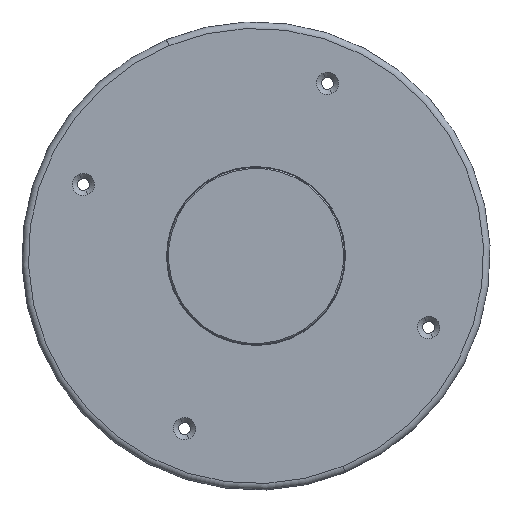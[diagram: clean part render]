
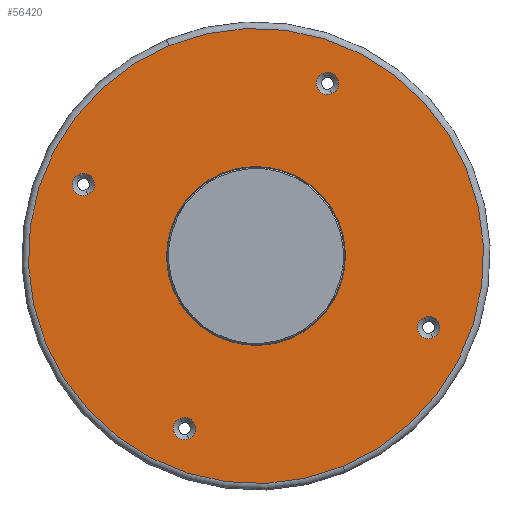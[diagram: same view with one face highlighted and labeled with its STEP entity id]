
A CAD part, left-side view. The second image highlights one B-rep face of the part: STEP entity #56420.
In plain terms, the highlighted planar face has unit normal (-1, 0, 0).
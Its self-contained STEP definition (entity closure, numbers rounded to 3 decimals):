
#556 = AXIS2_PLACEMENT_3D ( 'NONE', #60599, #21060, #43860 ) ;
#855 = FACE_BOUND ( 'NONE', #1109, .T. ) ;
#963 = DIRECTION ( 'NONE',  ( 1., 0., 0. ) ) ;
#1109 = EDGE_LOOP ( 'NONE', ( #16829, #46156 ) ) ;
#1322 = DIRECTION ( 'NONE',  ( 0., -0.383, -0.924 ) ) ;
#2161 = CARTESIAN_POINT ( 'NONE',  ( -31.6, -65.595, -27.171 ) ) ;
#2169 = DIRECTION ( 'NONE',  ( 0., -0.383, -0.924 ) ) ;
#2612 = FACE_BOUND ( 'NONE', #46650, .T. ) ;
#5600 = EDGE_CURVE ( 'NONE', #66789, #19373, #43689, .T. ) ;
#6084 = DIRECTION ( 'NONE',  ( 0., -0.383, -0.924 ) ) ;
#7171 = CARTESIAN_POINT ( 'NONE',  ( -31.6, 13.011, 31.412 ) ) ;
#7180 = DIRECTION ( 'NONE',  ( 1., 0., 0. ) ) ;
#8532 = DIRECTION ( 'NONE',  ( 0., -0.383, -0.924 ) ) ;
#8873 = CARTESIAN_POINT ( 'NONE',  ( -31.6, 65.595, 27.171 ) ) ;
#9654 = DIRECTION ( 'NONE',  ( 0., -0.383, -0.924 ) ) ;
#9690 = CARTESIAN_POINT ( 'NONE',  ( -31.6, 65.595, 27.171 ) ) ;
#13222 = ORIENTED_EDGE ( 'NONE', *, *, #67775, .T. ) ;
#13275 = EDGE_CURVE ( 'NONE', #26750, #27858, #24929, .T. ) ;
#13682 = AXIS2_PLACEMENT_3D ( 'NONE', #67505, #7180, #1322 ) ;
#14592 = CARTESIAN_POINT ( 'NONE',  ( -31.6, 0., 0. ) ) ;
#14760 = CARTESIAN_POINT ( 'NONE',  ( -31.6, -27.171, 65.595 ) ) ;
#15175 = CARTESIAN_POINT ( 'NONE',  ( -31.6, -25.544, 69.522 ) ) ;
#16767 = EDGE_LOOP ( 'NONE', ( #39992, #51242 ) ) ;
#16829 = ORIENTED_EDGE ( 'NONE', *, *, #51157, .F. ) ;
#16905 = CARTESIAN_POINT ( 'NONE',  ( -31.6, 25.544, -69.522 ) ) ;
#17189 = EDGE_LOOP ( 'NONE', ( #52639, #53095 ) ) ;
#18796 = VERTEX_POINT ( 'NONE', #29015 ) ;
#18922 = DIRECTION ( 'NONE',  ( 1., 0., 0. ) ) ;
#19373 = VERTEX_POINT ( 'NONE', #29435 ) ;
#19996 = DIRECTION ( 'NONE',  ( 0., -0.383, -0.924 ) ) ;
#20180 = DIRECTION ( 'NONE',  ( 0., -0.383, -0.924 ) ) ;
#20432 = CARTESIAN_POINT ( 'NONE',  ( -31.6, -63.969, -23.244 ) ) ;
#21060 = DIRECTION ( 'NONE',  ( -1., 0., 0. ) ) ;
#21065 = CIRCLE ( 'NONE', #49953, 86.5 ) ;
#21069 = DIRECTION ( 'NONE',  ( 1., 0., 0. ) ) ;
#21428 = ORIENTED_EDGE ( 'NONE', *, *, #70745, .T. ) ;
#22799 = CARTESIAN_POINT ( 'NONE',  ( -31.6, -67.222, -31.097 ) ) ;
#23228 = VERTEX_POINT ( 'NONE', #35808 ) ;
#24810 = EDGE_CURVE ( 'NONE', #47772, #23228, #61390, .T. ) ;
#24929 = CIRCLE ( 'NONE', #31110, 4.25 ) ;
#26260 = FACE_OUTER_BOUND ( 'NONE', #46125, .T. ) ;
#26437 = CIRCLE ( 'NONE', #43764, 4.25 ) ;
#26750 = VERTEX_POINT ( 'NONE', #20432 ) ;
#26908 = ORIENTED_EDGE ( 'NONE', *, *, #44679, .T. ) ;
#27708 = CIRCLE ( 'NONE', #68824, 34. ) ;
#27858 = VERTEX_POINT ( 'NONE', #22799 ) ;
#29015 = CARTESIAN_POINT ( 'NONE',  ( -31.6, -33.102, -79.916 ) ) ;
#29435 = CARTESIAN_POINT ( 'NONE',  ( -31.6, 67.222, 31.097 ) ) ;
#30048 = DIRECTION ( 'NONE',  ( 0., -0.383, -0.924 ) ) ;
#31110 = AXIS2_PLACEMENT_3D ( 'NONE', #2161, #63458, #30048 ) ;
#31293 = DIRECTION ( 'NONE',  ( 1., 0., 0. ) ) ;
#31325 = AXIS2_PLACEMENT_3D ( 'NONE', #8873, #21069, #65036 ) ;
#32176 = CIRCLE ( 'NONE', #13682, 4.25 ) ;
#32276 = EDGE_LOOP ( 'NONE', ( #67736, #13222 ) ) ;
#32669 = CARTESIAN_POINT ( 'NONE',  ( -31.6, 63.969, 23.244 ) ) ;
#32769 = DIRECTION ( 'NONE',  ( 0., -0.383, -0.924 ) ) ;
#32879 = VERTEX_POINT ( 'NONE', #54428 ) ;
#33214 = VERTEX_POINT ( 'NONE', #47253 ) ;
#33974 = CARTESIAN_POINT ( 'NONE',  ( -31.6, 27.171, -65.595 ) ) ;
#34693 = CIRCLE ( 'NONE', #31325, 4.25 ) ;
#35532 = EDGE_CURVE ( 'NONE', #32879, #71402, #48491, .T. ) ;
#35808 = CARTESIAN_POINT ( 'NONE',  ( -31.6, 28.797, -61.669 ) ) ;
#36393 = DIRECTION ( 'NONE',  ( -1., 0., 0. ) ) ;
#37155 = DIRECTION ( 'NONE',  ( -1., 0., 0. ) ) ;
#37303 = CARTESIAN_POINT ( 'NONE',  ( -31.6, -13.011, -31.412 ) ) ;
#38083 = EDGE_CURVE ( 'NONE', #18796, #33214, #70850, .T. ) ;
#39992 = ORIENTED_EDGE ( 'NONE', *, *, #5600, .T. ) ;
#41562 = ORIENTED_EDGE ( 'NONE', *, *, #13275, .T. ) ;
#43063 = CARTESIAN_POINT ( 'NONE',  ( -31.6, 27.171, -65.595 ) ) ;
#43689 = CIRCLE ( 'NONE', #47609, 4.25 ) ;
#43764 = AXIS2_PLACEMENT_3D ( 'NONE', #43063, #31293, #19996 ) ;
#43776 = FACE_BOUND ( 'NONE', #17189, .T. ) ;
#43814 = DIRECTION ( 'NONE',  ( 1., 0., 0. ) ) ;
#43860 = DIRECTION ( 'NONE',  ( 0., -0.383, -0.924 ) ) ;
#44194 = AXIS2_PLACEMENT_3D ( 'NONE', #14760, #48123, #20180 ) ;
#44453 = EDGE_CURVE ( 'NONE', #71402, #32879, #54865, .T. ) ;
#44536 = CARTESIAN_POINT ( 'NONE',  ( -31.6, -27.171, 65.595 ) ) ;
#44679 = EDGE_CURVE ( 'NONE', #27858, #26750, #32176, .T. ) ;
#45129 = AXIS2_PLACEMENT_3D ( 'NONE', #44536, #43814, #32769 ) ;
#45756 = CIRCLE ( 'NONE', #556, 34. ) ;
#46125 = EDGE_LOOP ( 'NONE', ( #59509, #21428 ) ) ;
#46156 = ORIENTED_EDGE ( 'NONE', *, *, #67132, .F. ) ;
#46650 = EDGE_LOOP ( 'NONE', ( #26908, #41562 ) ) ;
#47253 = CARTESIAN_POINT ( 'NONE',  ( -31.6, 33.102, 79.916 ) ) ;
#47609 = AXIS2_PLACEMENT_3D ( 'NONE', #9690, #18922, #58044 ) ;
#47723 = DIRECTION ( 'NONE',  ( -1., 0., 0. ) ) ;
#47772 = VERTEX_POINT ( 'NONE', #16905 ) ;
#48123 = DIRECTION ( 'NONE',  ( 1., 0., 0. ) ) ;
#48491 = CIRCLE ( 'NONE', #45129, 4.25 ) ;
#49953 = AXIS2_PLACEMENT_3D ( 'NONE', #58585, #36393, #2169 ) ;
#51157 = EDGE_CURVE ( 'NONE', #54721, #53648, #27708, .T. ) ;
#51242 = ORIENTED_EDGE ( 'NONE', *, *, #62974, .T. ) ;
#51614 = FACE_BOUND ( 'NONE', #16767, .T. ) ;
#52639 = ORIENTED_EDGE ( 'NONE', *, *, #35532, .T. ) ;
#53095 = ORIENTED_EDGE ( 'NONE', *, *, #44453, .T. ) ;
#53327 = DIRECTION ( 'NONE',  ( 0., -0.383, -0.924 ) ) ;
#53648 = VERTEX_POINT ( 'NONE', #7171 ) ;
#54428 = CARTESIAN_POINT ( 'NONE',  ( -31.6, -28.797, 61.669 ) ) ;
#54721 = VERTEX_POINT ( 'NONE', #37303 ) ;
#54865 = CIRCLE ( 'NONE', #44194, 4.25 ) ;
#56420 = ADVANCED_FACE ( 'NONE', ( #66402, #43776, #2612, #51614, #26260, #855 ), #58152, .T. ) ;
#57356 = AXIS2_PLACEMENT_3D ( 'NONE', #33974, #963, #6084 ) ;
#58044 = DIRECTION ( 'NONE',  ( 0., -0.383, -0.924 ) ) ;
#58152 = PLANE ( 'NONE',  #65303 ) ;
#58585 = CARTESIAN_POINT ( 'NONE',  ( -31.6, 0., 0. ) ) ;
#59485 = DIRECTION ( 'NONE',  ( -1., 0., 0. ) ) ;
#59509 = ORIENTED_EDGE ( 'NONE', *, *, #38083, .T. ) ;
#59712 = CARTESIAN_POINT ( 'NONE',  ( -31.6, 0., 0. ) ) ;
#60599 = CARTESIAN_POINT ( 'NONE',  ( -31.6, 0., 0. ) ) ;
#61390 = CIRCLE ( 'NONE', #57356, 4.25 ) ;
#62974 = EDGE_CURVE ( 'NONE', #19373, #66789, #34693, .T. ) ;
#63458 = DIRECTION ( 'NONE',  ( 1., 0., 0. ) ) ;
#65036 = DIRECTION ( 'NONE',  ( 0., -0.383, -0.924 ) ) ;
#65303 = AXIS2_PLACEMENT_3D ( 'NONE', #70062, #47723, #53327 ) ;
#66402 = FACE_BOUND ( 'NONE', #32276, .T. ) ;
#66789 = VERTEX_POINT ( 'NONE', #32669 ) ;
#67132 = EDGE_CURVE ( 'NONE', #53648, #54721, #45756, .T. ) ;
#67505 = CARTESIAN_POINT ( 'NONE',  ( -31.6, -65.595, -27.171 ) ) ;
#67736 = ORIENTED_EDGE ( 'NONE', *, *, #24810, .T. ) ;
#67775 = EDGE_CURVE ( 'NONE', #23228, #47772, #26437, .T. ) ;
#68191 = AXIS2_PLACEMENT_3D ( 'NONE', #59712, #59485, #9654 ) ;
#68824 = AXIS2_PLACEMENT_3D ( 'NONE', #14592, #37155, #8532 ) ;
#70062 = CARTESIAN_POINT ( 'NONE',  ( -31.6, -31.412, 13.011 ) ) ;
#70745 = EDGE_CURVE ( 'NONE', #33214, #18796, #21065, .T. ) ;
#70850 = CIRCLE ( 'NONE', #68191, 86.5 ) ;
#71402 = VERTEX_POINT ( 'NONE', #15175 ) ;
